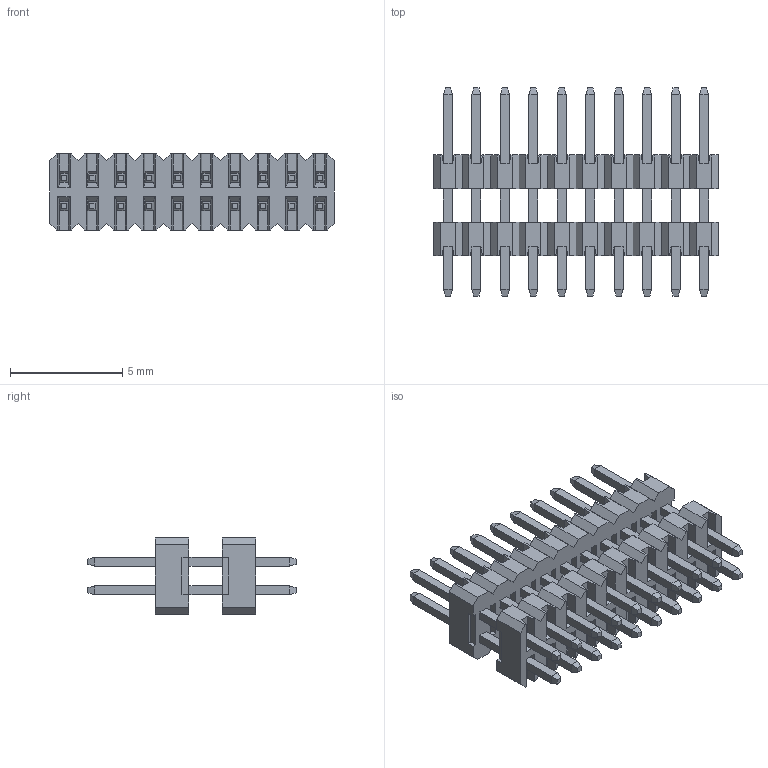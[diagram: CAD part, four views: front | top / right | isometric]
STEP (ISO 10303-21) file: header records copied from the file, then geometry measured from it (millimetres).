
FILE_DESCRIPTION( ('This file contains a STEP AP42 implementation' ,'as created by ZW3D STEP Interface translator.') ,'2;1' );
FILE_NAME( '1315-22XXXXS093XXXX(·´Ïò).stp' ,'23 316.142816', (''), ('ZWCAD Software Co.'), 'Version 1.0', 'ZW3D to STEP translator', '' );
FILE_SCHEMA(('AUTOMOTIVE_DESIGN { 1 0 10303 214 1 1 1 1 }'));
Length unit declared in the file: millimetre
Products named in the file (2): 0; 1315-2210XXS093XXXX(毀砃)
Bounding box: 12.7 x 9.3 x 3.4 mm (x, y, z)
Volume: 132.5 mm3; surface area: 683 mm2
Topology: 22 solids, 22 shells, 854 faces, 2256 edges, 1424 vertices
Faces by surface type: plane 854
Entity records: 26529 total; most frequent: CARTESIAN_POINT 4535, ORIENTED_EDGE 4512, DIRECTION 3966, VECTOR 2256, LINE 2256, EDGE_CURVE 2256, VERTEX_POINT 1424, EDGE_LOOP 912
